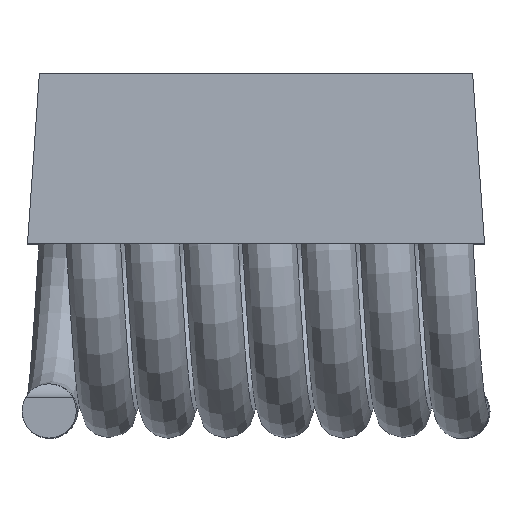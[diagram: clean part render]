
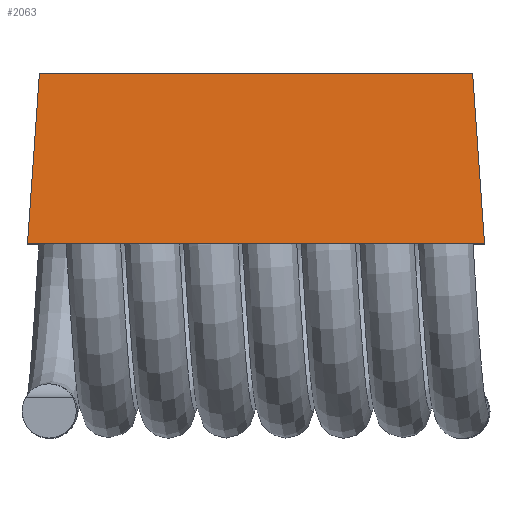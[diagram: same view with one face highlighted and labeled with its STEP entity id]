
A CAD part, top view. The second image highlights one B-rep face of the part: STEP entity #2063.
In plain terms, the highlighted planar face has unit normal (0, 0.07, 0.998).
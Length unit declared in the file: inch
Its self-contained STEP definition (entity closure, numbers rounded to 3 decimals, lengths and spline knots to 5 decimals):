
#78 = EDGE_LOOP ( 'NONE', ( #2139, #2123, #2133, #2143 ) ) ;
#110 = LINE ( 'NONE', #2761, #2176 ) ;
#111 = LINE ( 'NONE', #523, #2149 ) ;
#112 = LINE ( 'NONE', #531, #2258 ) ;
#113 = LINE ( 'NONE', #731, #4338 ) ;
#523 = CARTESIAN_POINT ( 'NONE',  ( -0.0045, 0.08, 0.07239 ) ) ;
#524 = DIRECTION ( 'NONE',  ( -1., 0., 0. ) ) ;
#531 = CARTESIAN_POINT ( 'NONE',  ( -0.0045, 0.15, 0.0675 ) ) ;
#532 = DIRECTION ( 'NONE',  ( -1., 0., 0. ) ) ;
#731 = CARTESIAN_POINT ( 'NONE',  ( 0.17839, 0.08, 0.07239 ) ) ;
#732 = DIRECTION ( 'NONE',  ( -0.07, 0.995, -0.07 ) ) ;
#887 = AXIS2_PLACEMENT_3D ( 'NONE', #4273, #4274, #4275 ) ;
#916 = CARTESIAN_POINT ( 'NONE',  ( -0.0045, 0.15, 0.0675 ) ) ;
#940 = CARTESIAN_POINT ( 'NONE',  ( 0.17839, 0.08, 0.07239 ) ) ;
#943 = CARTESIAN_POINT ( 'NONE',  ( -0.00939, 0.08, 0.07239 ) ) ;
#2019 = EDGE_CURVE ( 'NONE', #2247, #4335, #110, .T. ) ;
#2021 = EDGE_CURVE ( 'NONE', #4331, #4335, #111, .T. ) ;
#2024 = EDGE_CURVE ( 'NONE', #2235, #2247, #112, .T. ) ;
#2027 = EDGE_CURVE ( 'NONE', #4331, #2235, #113, .T. ) ;
#2063 = ADVANCED_FACE ( 'NONE', ( #3290 ), #4272, .T. ) ;
#2123 = ORIENTED_EDGE ( 'NONE', *, *, #2027, .T. ) ;
#2133 = ORIENTED_EDGE ( 'NONE', *, *, #2024, .T. ) ;
#2139 = ORIENTED_EDGE ( 'NONE', *, *, #2021, .F. ) ;
#2143 = ORIENTED_EDGE ( 'NONE', *, *, #2019, .T. ) ;
#2149 = VECTOR ( 'NONE', #524, 39.37008 ) ;
#2176 = VECTOR ( 'NONE', #2762, 39.37008 ) ;
#2235 = VERTEX_POINT ( 'NONE', #4315 ) ;
#2247 = VERTEX_POINT ( 'NONE', #916 ) ;
#2258 = VECTOR ( 'NONE', #532, 39.37008 ) ;
#2761 = CARTESIAN_POINT ( 'NONE',  ( -0.0045, 0.15, 0.0675 ) ) ;
#2762 = DIRECTION ( 'NONE',  ( -0.07, -0.995, 0.07 ) ) ;
#3290 = FACE_OUTER_BOUND ( 'NONE', #78, .T. ) ;
#4272 = PLANE ( 'NONE',  #887 ) ;
#4273 = CARTESIAN_POINT ( 'NONE',  ( -0.0045, 0.15, 0.0675 ) ) ;
#4274 = DIRECTION ( 'NONE',  ( 0., 0.07, 0.998 ) ) ;
#4275 = DIRECTION ( 'NONE',  ( 0., -0.998, 0.07 ) ) ;
#4315 = CARTESIAN_POINT ( 'NONE',  ( 0.1735, 0.15, 0.0675 ) ) ;
#4331 = VERTEX_POINT ( 'NONE', #940 ) ;
#4335 = VERTEX_POINT ( 'NONE', #943 ) ;
#4338 = VECTOR ( 'NONE', #732, 39.37008 ) ;
